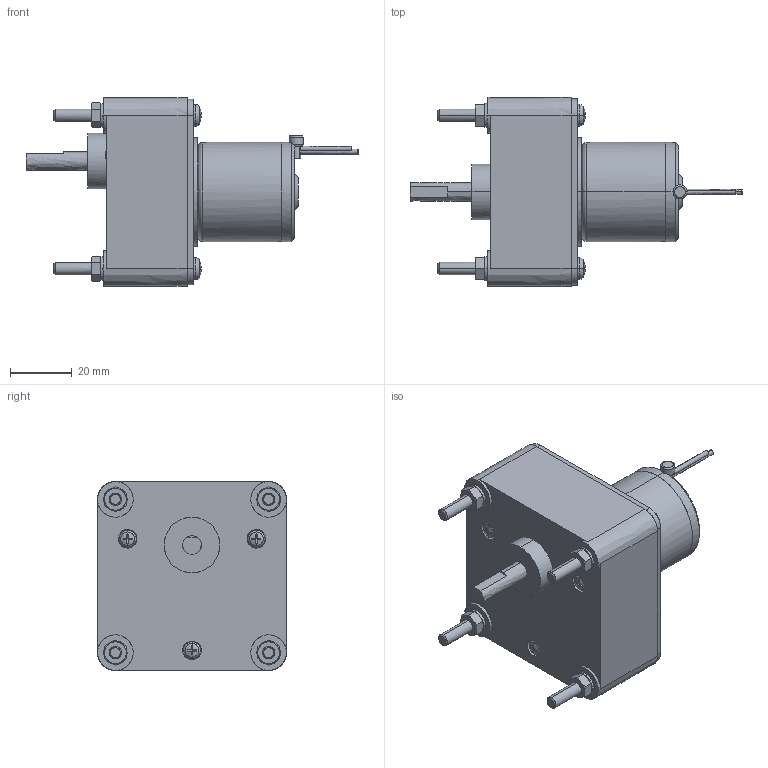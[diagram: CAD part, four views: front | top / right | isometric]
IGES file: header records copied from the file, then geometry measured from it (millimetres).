
Start section: ACIS data in IGES format
Global section: file name: Unknown; native system: ACIS; preprocessor: *IGES writer V5.2; author: unknown author; organization: unknown organization; date: 20140910.141412; units: millimetre
Bounding box: 107.19 x 61 x 61 mm (x, y, z)
Surface area: 20068.3 mm2 (no closed solid volume)
Topology: 0 solids, 0 shells, 390 faces, 2236 edges, 2229 vertices
Faces by surface type: bspline 390
